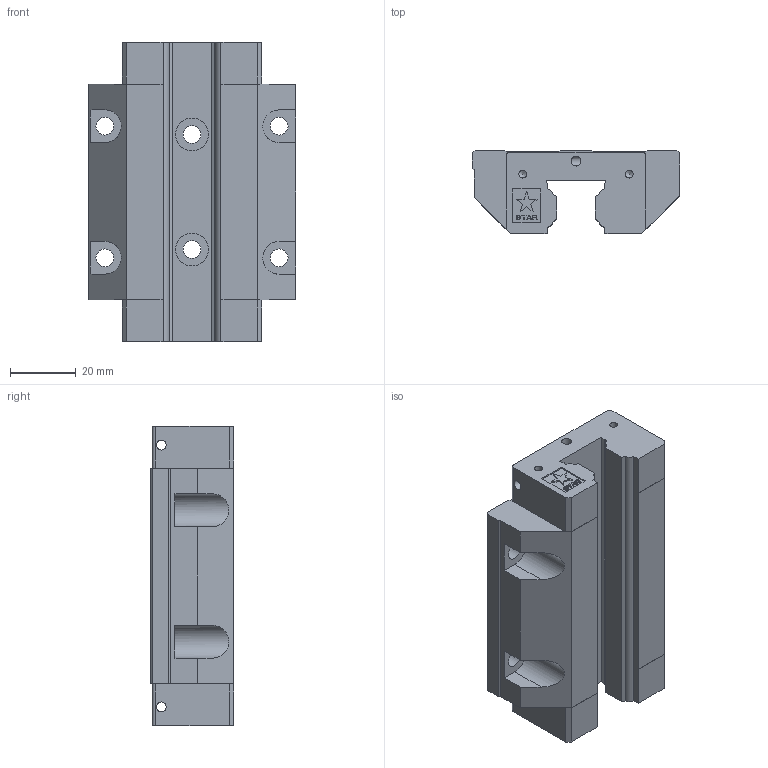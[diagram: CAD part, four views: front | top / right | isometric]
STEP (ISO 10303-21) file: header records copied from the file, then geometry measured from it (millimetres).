
FILE_DESCRIPTION (( 'STEP AP214' ), '1' );
FILE_NAME ('Rexroth-Runner-Block-R165381420.step', '2020-07-02T07:54:53', ( '' ), ( '' ), 'SwSTEP 2.0', 'SolidWorks 2010', '' );
FILE_SCHEMA (( 'AUTOMOTIVE_DESIGN' ));
Length unit declared in the file: millimetre
Products named in the file (1): Rexroth-Runner-Block-R165381420
Bounding box: 63 x 25.35 x 91 mm (x, y, z)
Volume: 94321.6 mm3; surface area: 22653 mm2
Topology: 1 solids, 1 shells, 340 faces, 968 edges, 646 vertices
Faces by surface type: plane 308, cylinder 28, cone 4
Full cylindrical faces by diameter (mm): 2.4 x4, 3 x4, 5.4 x6, 10 x2
Entity records: 10737 total; most frequent: CARTESIAN_POINT 1936, ORIENTED_EDGE 1868, DIRECTION 1658, EDGE_CURVE 934, VECTOR 876, LINE 876, VERTEX_POINT 634, EDGE_LOOP 398
